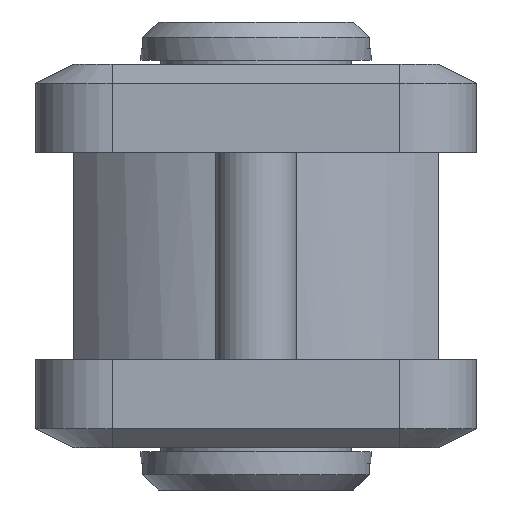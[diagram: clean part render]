
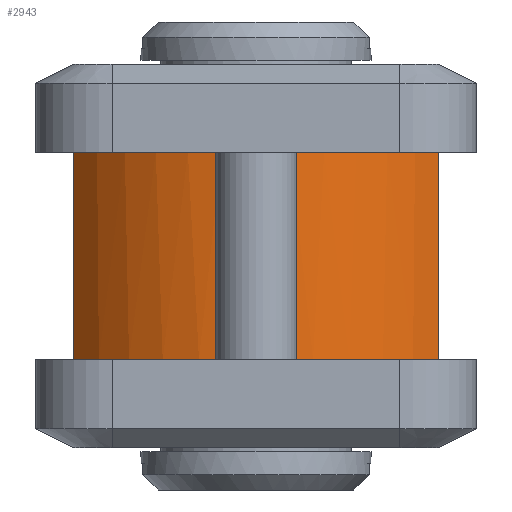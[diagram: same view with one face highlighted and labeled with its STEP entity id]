
A CAD part, left-side view. The second image highlights one B-rep face of the part: STEP entity #2943.
In plain terms, the highlighted cylindrical face has radius 12 mm (diameter 24 mm), a partial arc.
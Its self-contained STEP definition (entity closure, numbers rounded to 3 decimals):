
#130=CYLINDRICAL_SURFACE('',#3281,12.);
#349=LINE('',#5136,#600);
#412=LINE('',#5301,#663);
#600=VECTOR('',#3963,10.);
#663=VECTOR('',#4126,10.);
#936=FACE_OUTER_BOUND('',#1144,.T.);
#1144=EDGE_LOOP('',(#2724,#2725,#2726,#2727,#2728,#2729));
#1264=CIRCLE('',#3261,12.);
#1267=CIRCLE('',#3272,12.);
#1268=CIRCLE('',#3274,12.);
#1269=CIRCLE('',#3280,12.);
#1488=VERTEX_POINT('',#5133);
#1489=VERTEX_POINT('',#5135);
#1516=VERTEX_POINT('',#5211);
#1523=VERTEX_POINT('',#5233);
#1530=VERTEX_POINT('',#5262);
#1541=VERTEX_POINT('',#5296);
#1861=EDGE_CURVE('',#1489,#1488,#349,.T.);
#1909=EDGE_CURVE('',#1523,#1516,#1264,.T.);
#1922=EDGE_CURVE('',#1516,#1530,#1267,.T.);
#1925=EDGE_CURVE('',#1489,#1523,#1268,.T.);
#1940=EDGE_CURVE('',#1541,#1488,#1269,.T.);
#1942=EDGE_CURVE('',#1530,#1541,#412,.T.);
#2724=ORIENTED_EDGE('',*,*,#1940,.F.);
#2725=ORIENTED_EDGE('',*,*,#1942,.F.);
#2726=ORIENTED_EDGE('',*,*,#1922,.F.);
#2727=ORIENTED_EDGE('',*,*,#1909,.F.);
#2728=ORIENTED_EDGE('',*,*,#1925,.F.);
#2729=ORIENTED_EDGE('',*,*,#1861,.T.);
#2943=ADVANCED_FACE('',(#936),#130,.T.);
#3261=AXIS2_PLACEMENT_3D('',#5235,#4057,#4058);
#3272=AXIS2_PLACEMENT_3D('',#5263,#4089,#4090);
#3274=AXIS2_PLACEMENT_3D('',#5268,#4095,#4096);
#3280=AXIS2_PLACEMENT_3D('',#5298,#4121,#4122);
#3281=AXIS2_PLACEMENT_3D('',#5300,#4124,#4125);
#3963=DIRECTION('',(0.,0.,-1.));
#4057=DIRECTION('center_axis',(0.,0.,1.));
#4058=DIRECTION('ref_axis',(-0.607,0.795,0.));
#4089=DIRECTION('center_axis',(0.,0.,1.));
#4090=DIRECTION('ref_axis',(-0.607,0.795,0.));
#4095=DIRECTION('center_axis',(0.,0.,1.));
#4096=DIRECTION('ref_axis',(-0.607,0.795,0.));
#4121=DIRECTION('center_axis',(0.,0.,-1.));
#4122=DIRECTION('ref_axis',(-0.607,0.795,0.));
#4124=DIRECTION('center_axis',(0.,0.,-1.));
#4125=DIRECTION('ref_axis',(-0.607,0.795,0.));
#4126=DIRECTION('',(0.,0.,-1.));
#5133=CARTESIAN_POINT('',(97.714,21.035,-10.8));
#5135=CARTESIAN_POINT('',(97.714,21.035,0.));
#5136=CARTESIAN_POINT('',(97.714,21.035,0.));
#5211=CARTESIAN_POINT('',(94.197,6.275,0.));
#5233=CARTESIAN_POINT('',(94.197,16.725,0.));
#5235=CARTESIAN_POINT('Origin',(105.,11.5,0.));
#5262=CARTESIAN_POINT('',(97.714,1.965,0.));
#5263=CARTESIAN_POINT('Origin',(105.,11.5,0.));
#5268=CARTESIAN_POINT('Origin',(105.,11.5,0.));
#5296=CARTESIAN_POINT('',(97.714,1.965,-10.8));
#5298=CARTESIAN_POINT('Origin',(105.,11.5,-10.8));
#5300=CARTESIAN_POINT('Origin',(105.,11.5,0.));
#5301=CARTESIAN_POINT('',(97.714,1.965,0.));
